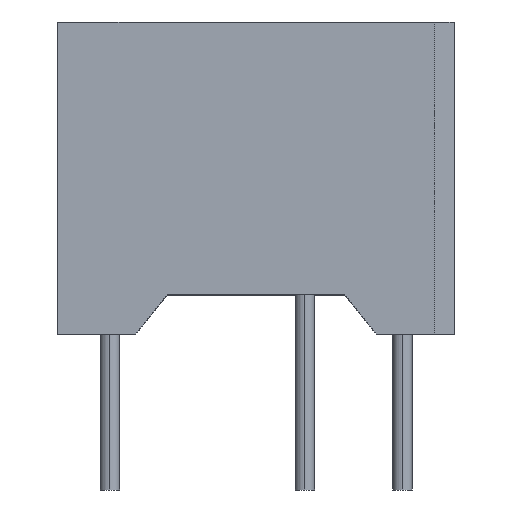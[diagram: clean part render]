
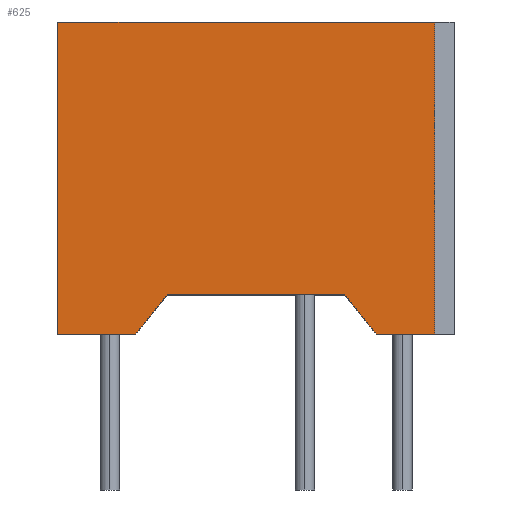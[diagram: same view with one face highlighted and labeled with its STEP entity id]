
A CAD part, left-side view. The second image highlights one B-rep face of the part: STEP entity #625.
In plain terms, the highlighted planar face has unit normal (-1, 0, 0).
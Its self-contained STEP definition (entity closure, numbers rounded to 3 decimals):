
#24 = VERTEX_POINT ( 'NONE', #2340 ) ;
#25 = VERTEX_POINT ( 'NONE', #2341 ) ;
#28 = VERTEX_POINT ( 'NONE', #2344 ) ;
#29 = VERTEX_POINT ( 'NONE', #2345 ) ;
#30 = VERTEX_POINT ( 'NONE', #2346 ) ;
#31 = VERTEX_POINT ( 'NONE', #2347 ) ;
#32 = VERTEX_POINT ( 'NONE', #2348 ) ;
#33 = VERTEX_POINT ( 'NONE', #2349 ) ;
#497 = EDGE_LOOP ( 'NONE', ( #2257, #2259, #2258, #2261, #2260, #2262, #2263, #2264 ) ) ;
#625 = ADVANCED_FACE ( 'NONE', ( #9937 ), #2562, .T. ) ;
#1901 = EDGE_CURVE ( 'NONE', #24, #25, #8765, .T. ) ;
#1904 = EDGE_CURVE ( 'NONE', #28, #25, #7643, .T. ) ;
#1905 = EDGE_CURVE ( 'NONE', #24, #29, #7646, .T. ) ;
#1906 = EDGE_CURVE ( 'NONE', #29, #30, #7649, .T. ) ;
#1907 = EDGE_CURVE ( 'NONE', #30, #31, #7652, .T. ) ;
#1908 = EDGE_CURVE ( 'NONE', #31, #32, #7655, .T. ) ;
#1909 = EDGE_CURVE ( 'NONE', #32, #33, #7658, .T. ) ;
#1910 = EDGE_CURVE ( 'NONE', #33, #28, #7661, .T. ) ;
#2257 = ORIENTED_EDGE ( 'NONE', *, *, #1904, .T. ) ;
#2258 = ORIENTED_EDGE ( 'NONE', *, *, #1905, .T. ) ;
#2259 = ORIENTED_EDGE ( 'NONE', *, *, #1901, .F. ) ;
#2260 = ORIENTED_EDGE ( 'NONE', *, *, #1907, .T. ) ;
#2261 = ORIENTED_EDGE ( 'NONE', *, *, #1906, .T. ) ;
#2262 = ORIENTED_EDGE ( 'NONE', *, *, #1908, .T. ) ;
#2263 = ORIENTED_EDGE ( 'NONE', *, *, #1909, .T. ) ;
#2264 = ORIENTED_EDGE ( 'NONE', *, *, #1910, .T. ) ;
#2340 = CARTESIAN_POINT ( 'NONE',  ( 2.49, 118.244, 0. ) ) ;
#2341 = CARTESIAN_POINT ( 'NONE',  ( 2.49, 122.804, 0. ) ) ;
#2344 = CARTESIAN_POINT ( 'NONE',  ( 2.49, 123.604, -1. ) ) ;
#2345 = CARTESIAN_POINT ( 'NONE',  ( 2.49, 117.444, -1. ) ) ;
#2346 = CARTESIAN_POINT ( 'NONE',  ( 2.49, 115.944, -1. ) ) ;
#2347 = CARTESIAN_POINT ( 'NONE',  ( 2.49, 115.944, 7. ) ) ;
#2348 = CARTESIAN_POINT ( 'NONE',  ( 2.49, 125.604, 7. ) ) ;
#2349 = CARTESIAN_POINT ( 'NONE',  ( 2.49, 125.604, -1. ) ) ;
#2562 = PLANE ( 'NONE',  #9943 ) ;
#2563 = CARTESIAN_POINT ( 'NONE',  ( 2.49, 125.604, -1. ) ) ;
#2564 = DIRECTION ( 'NONE',  ( -1., 0., 0. ) ) ;
#2565 = DIRECTION ( 'NONE',  ( 0., -1., 0. ) ) ;
#7636 = CARTESIAN_POINT ( 'NONE',  ( 2.49, 118.244, 0. ) ) ;
#7637 = CARTESIAN_POINT ( 'NONE',  ( 2.49, 122.804, 0. ) ) ;
#7643 = LINE ( 'NONE', #7644, #8515 ) ;
#7644 = CARTESIAN_POINT ( 'NONE',  ( 2.49, 123.604, -1. ) ) ;
#7645 = DIRECTION ( 'NONE',  ( 0., -0.625, 0.781 ) ) ;
#7646 = LINE ( 'NONE', #7647, #8516 ) ;
#7647 = CARTESIAN_POINT ( 'NONE',  ( 2.49, 118.244, 0. ) ) ;
#7648 = DIRECTION ( 'NONE',  ( 0., -0.625, -0.781 ) ) ;
#7649 = LINE ( 'NONE', #7650, #8517 ) ;
#7650 = CARTESIAN_POINT ( 'NONE',  ( 2.49, 120.774, -1. ) ) ;
#7651 = DIRECTION ( 'NONE',  ( 0., -1., 0. ) ) ;
#7652 = LINE ( 'NONE', #7653, #8518 ) ;
#7653 = CARTESIAN_POINT ( 'NONE',  ( 2.49, 115.944, 3. ) ) ;
#7654 = DIRECTION ( 'NONE',  ( 0., 0., 1. ) ) ;
#7655 = LINE ( 'NONE', #7656, #8519 ) ;
#7656 = CARTESIAN_POINT ( 'NONE',  ( 2.49, 120.774, 7. ) ) ;
#7657 = DIRECTION ( 'NONE',  ( 0., 1., 0. ) ) ;
#7658 = LINE ( 'NONE', #7659, #8520 ) ;
#7659 = CARTESIAN_POINT ( 'NONE',  ( 2.49, 125.604, 3. ) ) ;
#7660 = DIRECTION ( 'NONE',  ( 0., 0., -1. ) ) ;
#7661 = LINE ( 'NONE', #7662, #8521 ) ;
#7662 = CARTESIAN_POINT ( 'NONE',  ( 2.49, 120.774, -1. ) ) ;
#7663 = DIRECTION ( 'NONE',  ( 0., -1., 0. ) ) ;
#8515 = VECTOR ( 'NONE', #7645, 1000. ) ;
#8516 = VECTOR ( 'NONE', #7648, 1000. ) ;
#8517 = VECTOR ( 'NONE', #7651, 1000. ) ;
#8518 = VECTOR ( 'NONE', #7654, 1000. ) ;
#8519 = VECTOR ( 'NONE', #7657, 1000. ) ;
#8520 = VECTOR ( 'NONE', #7660, 1000. ) ;
#8521 = VECTOR ( 'NONE', #7663, 1000. ) ;
#8765 = B_SPLINE_CURVE_WITH_KNOTS ( 'NONE', 1,
 ( #7636, #7637 ),
 .UNSPECIFIED., .F., .F.,
 ( 2, 2 ),
 ( -2.302, 2.258 ),
 .UNSPECIFIED. ) ;
#9937 = FACE_OUTER_BOUND ( 'NONE', #497, .T. ) ;
#9943 = AXIS2_PLACEMENT_3D ( 'NONE', #2563, #2564, #2565 ) ;
